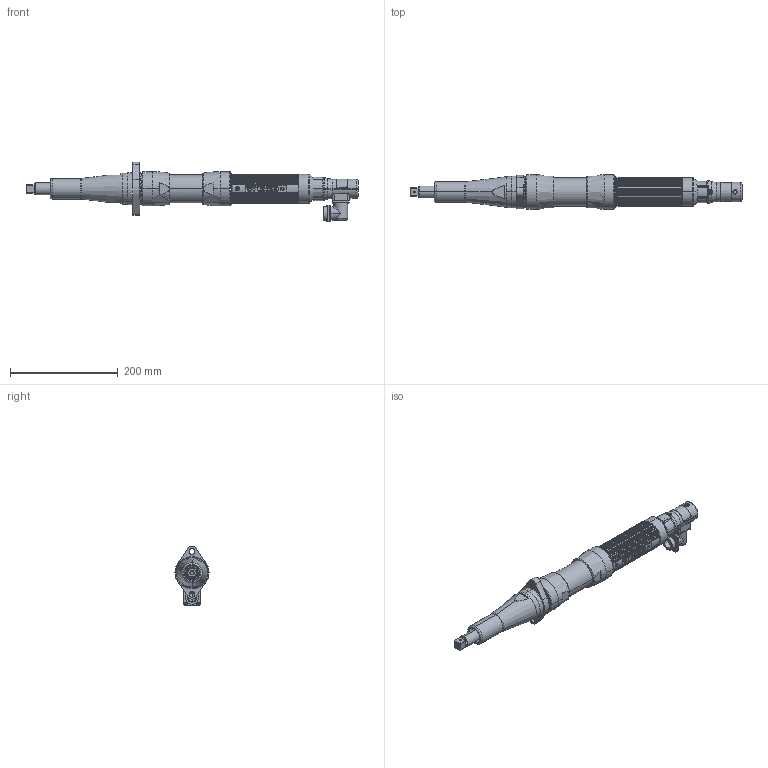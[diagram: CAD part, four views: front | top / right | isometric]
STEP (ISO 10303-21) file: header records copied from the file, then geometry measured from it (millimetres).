
FILE_DESCRIPTION((''),'2;1');
FILE_NAME('EB45MB2F1','2012-05-17T',('EJF1116'),(''),'PRO/ENGINEER BY PARAMETRIC TECHNOLOGY CORPORATION, 2010430','PRO/ENGINEER BY PARAMETRIC TECHNOLOGY CORPORATION, 2010430','');
FILE_SCHEMA(('CONFIG_CONTROL_DESIGN'));
Length unit declared in the file: inch
Products named in the file (1): EB45MB2F1
Bounding box: 617.12 x 63.44 x 110.43 mm (x, y, z)
Surface area: 147350.8 mm2 (no closed solid volume)
Topology: 0 solids, 85 shells, 389 faces, 2609 edges, 2205 vertices
Faces by surface type: cylinder 189, plane 112, torus 37, bspline 25, cone 24, extrusion 2
Entity records: 31128 total; most frequent: CARTESIAN_POINT 12995, DIRECTION 3367, ORIENTED_EDGE 3175, EDGE_CURVE 2609, VERTEX_POINT 2205, VECTOR 1337, LINE 1335, AXIS2_PLACEMENT_3D 1015
